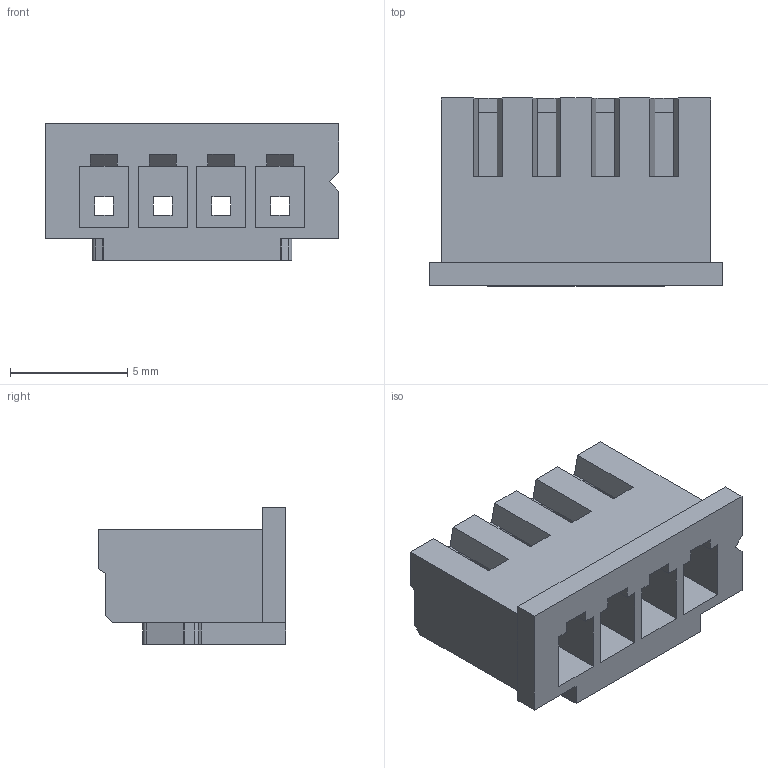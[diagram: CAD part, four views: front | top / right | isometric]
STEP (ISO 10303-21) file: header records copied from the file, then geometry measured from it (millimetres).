
FILE_DESCRIPTION((''),'2;1');
FILE_NAME('HG25001-4P','2021-06-16T',('gongcheng5'),(''),'PRO/ENGINEER BY PARAMETRIC TECHNOLOGY CORPORATION, 2010280','PRO/ENGINEER BY PARAMETRIC TECHNOLOGY CORPORATION, 2010280','');
FILE_SCHEMA(('CONFIG_CONTROL_DESIGN','SHAPE_APPEARANCE_LAYERS_GROUPS'));
Length unit declared in the file: millimetre
Products named in the file (1): HG25001-4P
Bounding box: 12.5 x 8 x 5.8 mm (x, y, z)
Volume: 207.1 mm3; surface area: 692.8 mm2
Topology: 1 solids, 1 shells, 122 faces, 348 edges, 224 vertices
Faces by surface type: plane 114, cylinder 8
Entity records: 3959 total; most frequent: ORIENTED_EDGE 696, CARTESIAN_POINT 694, DIRECTION 608, EDGE_CURVE 348, VECTOR 332, LINE 332, VERTEX_POINT 224, AXIS2_PLACEMENT_3D 138
